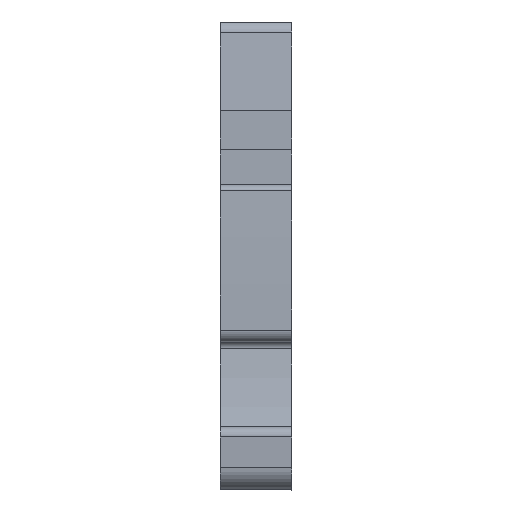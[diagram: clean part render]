
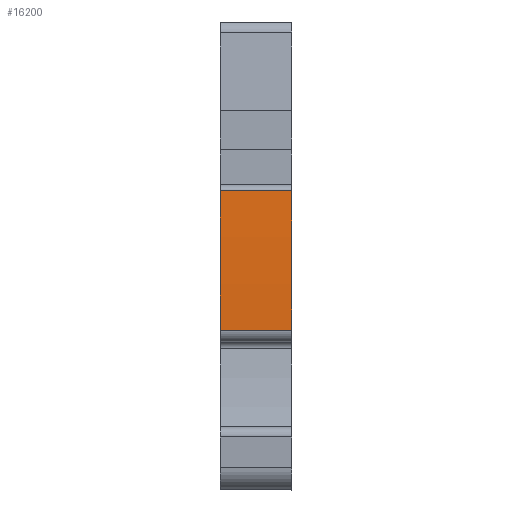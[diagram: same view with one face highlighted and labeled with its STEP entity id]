
A CAD part, front view. The second image highlights one B-rep face of the part: STEP entity #16200.
In plain terms, the highlighted cylindrical face has radius 198.503 mm (diameter 397.006 mm), a partial arc.
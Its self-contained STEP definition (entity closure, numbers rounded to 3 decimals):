
#10617=AXIS2_PLACEMENT_3D('Circle Axis2P3D',#10615,#10616,$) ;
#10624=AXIS2_PLACEMENT_3D('Circle Axis2P3D',#10622,#10623,$) ;
#14263=AXIS2_PLACEMENT_3D('Circle Axis2P3D',#14261,#14262,$) ;
#16186=AXIS2_PLACEMENT_3D('Cylinder Axis2P3D',#16183,#16184,#16185) ;
#10612=CARTESIAN_POINT('Vertex',(6.05,1.663,25.2)) ;
#10615=CARTESIAN_POINT('Axis2P3D Location',(6.05,199.999,17.05)) ;
#10619=CARTESIAN_POINT('Vertex',(6.05,1.529,13.45)) ;
#10622=CARTESIAN_POINT('Axis2P3D Location',(6.05,2.529,13.45)) ;
#10626=CARTESIAN_POINT('Vertex',(6.05,1.529,13.432)) ;
#14258=CARTESIAN_POINT('Vertex',(0.,1.529,13.432)) ;
#14261=CARTESIAN_POINT('Axis2P3D Location',(0.,199.999,17.05)) ;
#14265=CARTESIAN_POINT('Vertex',(0.,1.663,25.2)) ;
#16170=CARTESIAN_POINT('Line Origine',(3.025,1.663,25.2)) ;
#16183=CARTESIAN_POINT('Axis2P3D Location',(3.,199.999,17.05)) ;
#16188=CARTESIAN_POINT('Line Origine',(3.,1.529,13.432)) ;
#10616=DIRECTION('Axis2P3D Direction',(1.,0.,0.)) ;
#10623=DIRECTION('Axis2P3D Direction',(1.,0.,0.)) ;
#14262=DIRECTION('Axis2P3D Direction',(-1.,0.,0.)) ;
#16171=DIRECTION('Vector Direction',(-1.,0.,0.)) ;
#16184=DIRECTION('Axis2P3D Direction',(1.,0.,0.)) ;
#16185=DIRECTION('Axis2P3D XDirection',(0.,-0.994,0.108)) ;
#16189=DIRECTION('Vector Direction',(1.,0.,0.)) ;
#16172=VECTOR('Line Direction',#16171,1.) ;
#16190=VECTOR('Line Direction',#16189,1.) ;
#16194=ORIENTED_EDGE('',*,*,#16192,.T.) ;
#16195=ORIENTED_EDGE('',*,*,#10628,.F.) ;
#16196=ORIENTED_EDGE('',*,*,#10621,.F.) ;
#16197=ORIENTED_EDGE('',*,*,#16174,.T.) ;
#16198=ORIENTED_EDGE('',*,*,#14267,.F.) ;
#16200=ADVANCED_FACE('Brep With Voids',(#16199),#16187,.T.) ;
#10618=CIRCLE('generated circle',#10617,198.503) ;
#10625=CIRCLE('generated circle',#10624,1.) ;
#14264=CIRCLE('generated circle',#14263,198.503) ;
#16187=CYLINDRICAL_SURFACE('generated cylinder',#16186,198.503) ;
#10621=EDGE_CURVE('',#10613,#10620,#10618,.T.) ;
#10628=EDGE_CURVE('',#10620,#10627,#10625,.T.) ;
#14267=EDGE_CURVE('',#14259,#14266,#14264,.T.) ;
#16174=EDGE_CURVE('',#10613,#14266,#16173,.T.) ;
#16192=EDGE_CURVE('',#14259,#10627,#16191,.T.) ;
#16193=EDGE_LOOP('',(#16194,#16195,#16196,#16197,#16198)) ;
#16199=FACE_OUTER_BOUND('',#16193,.T.) ;
#16173=LINE('Line',#16170,#16172) ;
#16191=LINE('Line',#16188,#16190) ;
#10613=VERTEX_POINT('',#10612) ;
#10620=VERTEX_POINT('',#10619) ;
#10627=VERTEX_POINT('',#10626) ;
#14259=VERTEX_POINT('',#14258) ;
#14266=VERTEX_POINT('',#14265) ;
